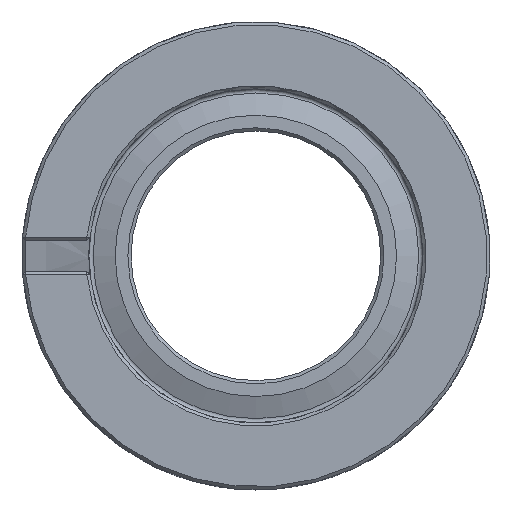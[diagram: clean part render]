
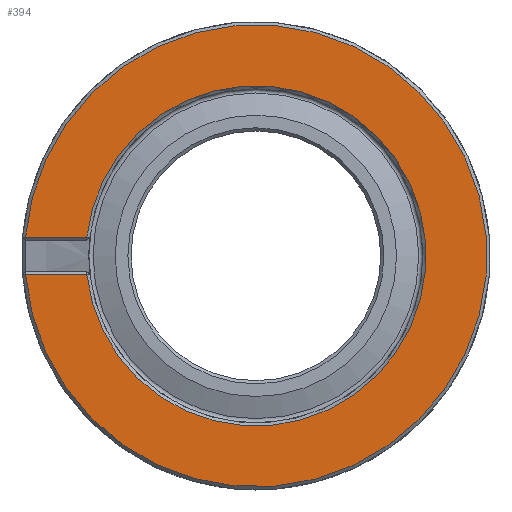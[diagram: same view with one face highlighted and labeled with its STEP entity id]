
A CAD part, left-side view. The second image highlights one B-rep face of the part: STEP entity #394.
In plain terms, the highlighted planar face has unit normal (-1, 0, 0).
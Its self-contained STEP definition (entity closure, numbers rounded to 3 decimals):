
#47=LINE('',#618,#67);
#48=LINE('',#622,#68);
#67=VECTOR('',#495,1000.);
#68=VECTOR('',#498,1000.);
#87=ORIENTED_EDGE('',*,*,#187,.T.);
#88=ORIENTED_EDGE('',*,*,#188,.T.);
#89=ORIENTED_EDGE('',*,*,#189,.T.);
#90=ORIENTED_EDGE('',*,*,#190,.T.);
#187=EDGE_CURVE('',#237,#238,#270,.F.);
#188=EDGE_CURVE('',#238,#239,#47,.T.);
#189=EDGE_CURVE('',#239,#240,#271,.T.);
#190=EDGE_CURVE('',#240,#237,#48,.T.);
#237=VERTEX_POINT('',#616);
#238=VERTEX_POINT('',#617);
#239=VERTEX_POINT('',#619);
#240=VERTEX_POINT('',#621);
#270=CIRCLE('',#439,10.9);
#271=CIRCLE('',#440,14.8);
#289=EDGE_LOOP('',(#87,#88,#89,#90));
#334=FACE_BOUND('',#289,.T.);
#379=PLANE('',#438);
#394=ADVANCED_FACE('',(#334),#379,.T.);
#438=AXIS2_PLACEMENT_3D('',#614,#491,#492);
#439=AXIS2_PLACEMENT_3D('',#615,#493,#494);
#440=AXIS2_PLACEMENT_3D('',#620,#496,#497);
#491=DIRECTION('',(-1.,0.,0.));
#492=DIRECTION('',(0.,0.,1.));
#493=DIRECTION('',(-1.,0.,0.));
#494=DIRECTION('',(0.,0.,1.));
#495=DIRECTION('',(0.,1.,0.));
#496=DIRECTION('',(-1.,0.,0.));
#497=DIRECTION('',(0.,0.,1.));
#498=DIRECTION('',(0.,-1.,0.));
#614=CARTESIAN_POINT('',(0.,0.,10.7));
#615=CARTESIAN_POINT('',(0.,0.,0.));
#616=CARTESIAN_POINT('',(0.,10.834,1.2));
#617=CARTESIAN_POINT('',(0.,10.834,-1.2));
#618=CARTESIAN_POINT('',(0.,14.967,-1.2));
#619=CARTESIAN_POINT('',(0.,14.751,-1.2));
#620=CARTESIAN_POINT('',(0.,0.,0.));
#621=CARTESIAN_POINT('',(0.,14.751,1.2));
#622=CARTESIAN_POINT('',(0.,0.,1.2));
